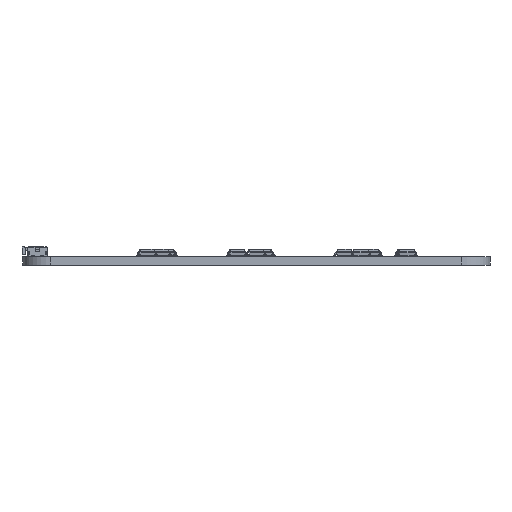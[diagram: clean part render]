
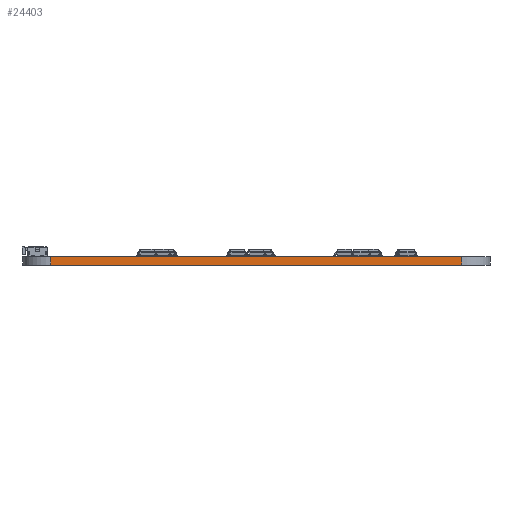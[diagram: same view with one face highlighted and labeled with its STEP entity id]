
A CAD part, left-side view. The second image highlights one B-rep face of the part: STEP entity #24403.
In plain terms, the highlighted planar face has unit normal (-1, -0.001, 0).
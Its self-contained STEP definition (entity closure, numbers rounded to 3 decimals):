
#11266 = VERTEX_POINT('',#11267);
#11267 = CARTESIAN_POINT('',(-49.985,36.459,0.));
#11274 = EDGE_CURVE('',#11275,#11266,#11277,.T.);
#11275 = VERTEX_POINT('',#11276);
#11276 = CARTESIAN_POINT('',(-49.949,-36.476,0.));
#11277 = LINE('',#11278,#11279);
#11278 = CARTESIAN_POINT('',(-49.949,-36.476,0.));
#11279 = VECTOR('',#11280,1.);
#11280 = DIRECTION('',(0.,1.,0.));
#17795 = VERTEX_POINT('',#17796);
#17796 = CARTESIAN_POINT('',(-49.985,36.459,1.51));
#17803 = EDGE_CURVE('',#17804,#17795,#17806,.T.);
#17804 = VERTEX_POINT('',#17805);
#17805 = CARTESIAN_POINT('',(-49.949,-36.476,1.51));
#17806 = LINE('',#17807,#17808);
#17807 = CARTESIAN_POINT('',(-49.949,-36.476,1.51));
#17808 = VECTOR('',#17809,1.);
#17809 = DIRECTION('',(0.,1.,0.));
#24373 = EDGE_CURVE('',#11266,#17795,#24374,.T.);
#24374 = LINE('',#24375,#24376);
#24375 = CARTESIAN_POINT('',(-49.985,36.459,0.));
#24376 = VECTOR('',#24377,1.);
#24377 = DIRECTION('',(0.,0.,1.));
#24392 = EDGE_CURVE('',#11275,#17804,#24393,.T.);
#24393 = LINE('',#24394,#24395);
#24394 = CARTESIAN_POINT('',(-49.949,-36.476,0.));
#24395 = VECTOR('',#24396,1.);
#24396 = DIRECTION('',(0.,0.,1.));
#24403 = ADVANCED_FACE('',(#24404),#24410,.T.);
#24404 = FACE_BOUND('',#24405,.T.);
#24405 = EDGE_LOOP('',(#24406,#24407,#24408,#24409));
#24406 = ORIENTED_EDGE('',*,*,#24392,.T.);
#24407 = ORIENTED_EDGE('',*,*,#17803,.T.);
#24408 = ORIENTED_EDGE('',*,*,#24373,.F.);
#24409 = ORIENTED_EDGE('',*,*,#11274,.F.);
#24410 = PLANE('',#24411);
#24411 = AXIS2_PLACEMENT_3D('',#24412,#24413,#24414);
#24412 = CARTESIAN_POINT('',(-49.949,-36.476,0.));
#24413 = DIRECTION('',(-1.,0.,0.));
#24414 = DIRECTION('',(0.,1.,0.));
